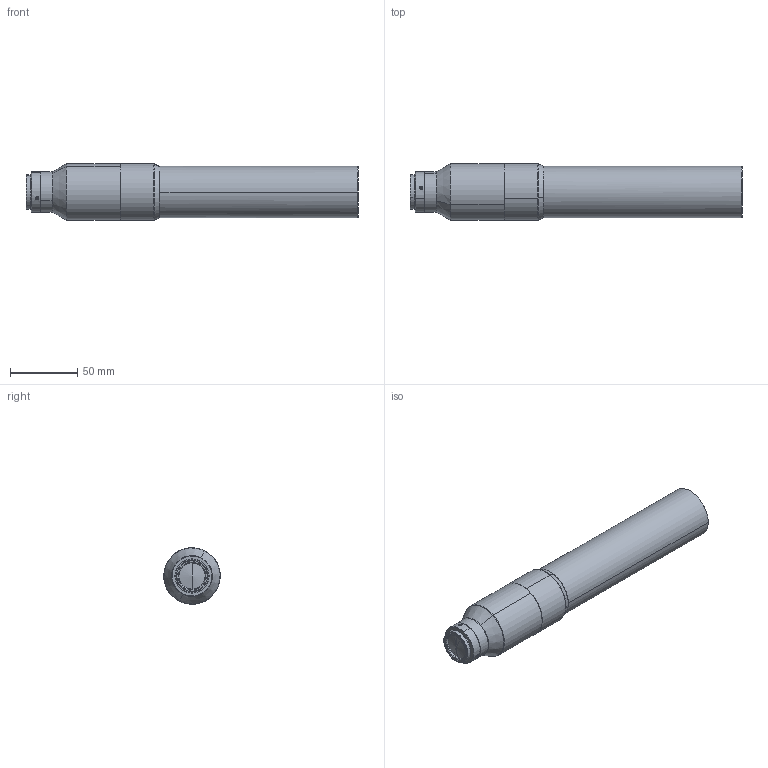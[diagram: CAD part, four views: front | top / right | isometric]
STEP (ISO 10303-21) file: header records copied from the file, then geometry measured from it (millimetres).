
FILE_DESCRIPTION (( 'STEP AP203' ), '1' );
FILE_NAME ('WH02-1000A-230.STEP', '2019-04-17T13:23:21', ( '' ), ( '' ), 'SwSTEP 2.0', 'SolidWorks 2017', '' );
FILE_SCHEMA (( 'CONFIG_CONTROL_DESIGN' ));
Length unit declared in the file: millimetre
Products named in the file (1): WH02-1000A-230
Bounding box: 246.62 x 41.96 x 41.96 mm (x, y, z)
Volume: 285033.3 mm3; surface area: 32100.9 mm2
Topology: 1 solids, 1 shells, 70 faces, 159 edges, 96 vertices
Faces by surface type: cylinder 29, cone 27, bspline 8, plane 6
Entity records: 2299 total; most frequent: CARTESIAN_POINT 694, DIRECTION 334, ORIENTED_EDGE 310, EDGE_CURVE 155, AXIS2_PLACEMENT_3D 142, VERTEX_POINT 96, EDGE_LOOP 79, CIRCLE 79
